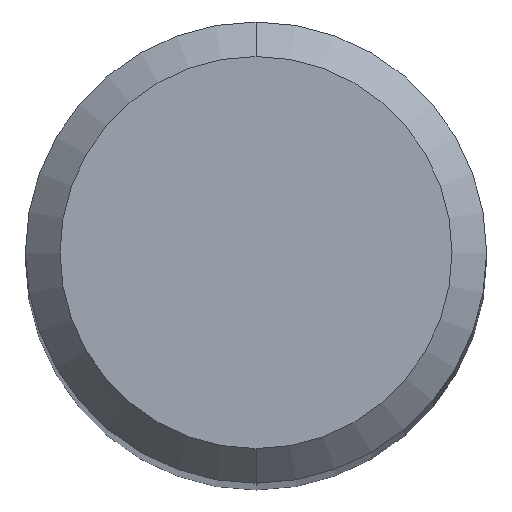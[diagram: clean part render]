
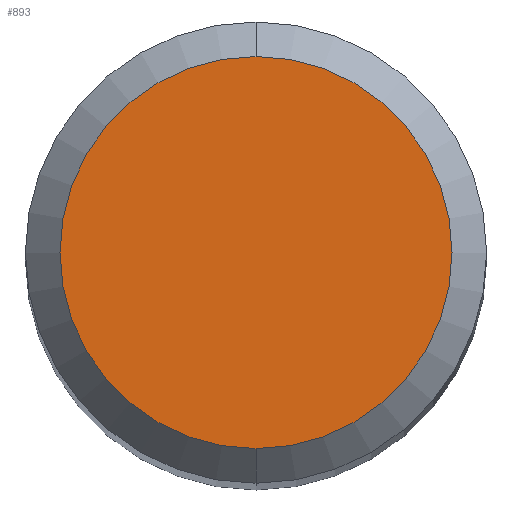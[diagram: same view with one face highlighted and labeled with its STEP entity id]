
A CAD part, top view. The second image highlights one B-rep face of the part: STEP entity #893.
In plain terms, the highlighted planar face has unit normal (0, 0, 1).
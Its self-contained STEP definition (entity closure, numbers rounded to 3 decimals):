
#591=EDGE_CURVE('',#701,#741,#1370,.T.);
#665=EDGE_CURVE('',#741,#701,#1447,.T.);
#701=VERTEX_POINT('',#1489);
#741=VERTEX_POINT('',#1531);
#893=ADVANCED_FACE('',(#1694),#1695,.T.);
#1370=CIRCLE('',#2728,1.7);
#1447=CIRCLE('',#2995,1.7);
#1489=CARTESIAN_POINT('',(0.0,1.7,0.0));
#1531=CARTESIAN_POINT('',(0.,-1.7,0.0));
#1694=FACE_OUTER_BOUND('',#4088,.T.);
#1695=PLANE('',#4089);
#2728=AXIS2_PLACEMENT_3D('',#5446,#5447,#5448);
#2995=AXIS2_PLACEMENT_3D('',#5495,#5496,#5497);
#4088=EDGE_LOOP('',(#5704,#5705));
#4089=AXIS2_PLACEMENT_3D('',#5706,#5707,#5708);
#5446=CARTESIAN_POINT('',(0.0,0.0,0.0));
#5447=DIRECTION('',(0.0,0.0,-1.0));
#5448=DIRECTION('',(0.0,1.0,0.0));
#5495=CARTESIAN_POINT('',(0.0,0.0,0.0));
#5496=DIRECTION('',(0.0,0.0,-1.0));
#5497=DIRECTION('',(0.0,1.0,0.0));
#5704=ORIENTED_EDGE('',*,*,#591,.F.);
#5705=ORIENTED_EDGE('',*,*,#665,.F.);
#5706=CARTESIAN_POINT('',(0.0,0.85,0.0));
#5707=DIRECTION('',(-0.0,0.0,1.0));
#5708=DIRECTION('',(0.0,-1.0,0.0));
